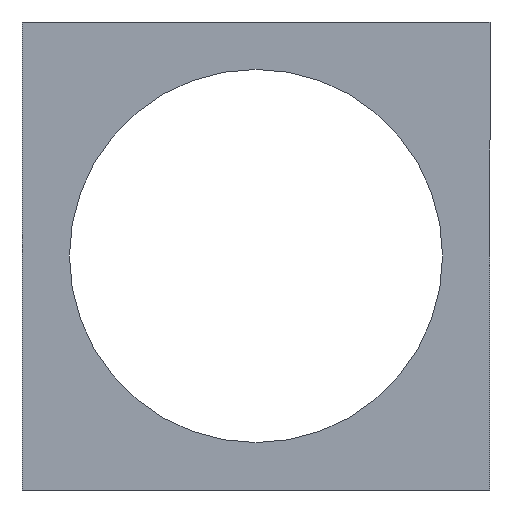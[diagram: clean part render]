
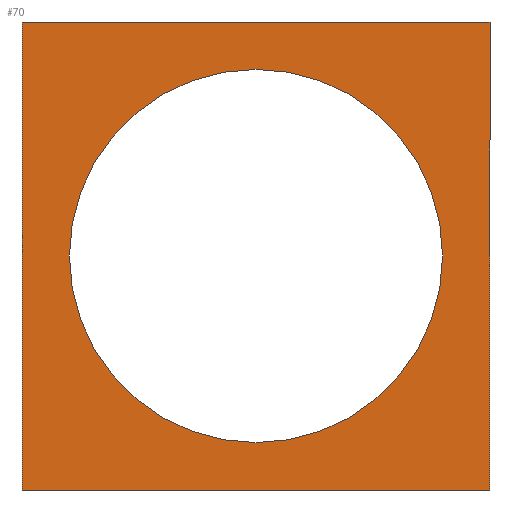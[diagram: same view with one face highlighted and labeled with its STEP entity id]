
A CAD part, front view. The second image highlights one B-rep face of the part: STEP entity #70.
In plain terms, the highlighted planar face has unit normal (0, -1, 0).
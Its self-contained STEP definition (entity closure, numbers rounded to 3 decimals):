
#3 = LINE ( 'NONE', #25, #130 ) ;
#5 = CARTESIAN_POINT ( 'NONE',  ( 0., -6., 152.5 ) ) ;
#8 = DIRECTION ( 'NONE',  ( 0., 0., 1. ) ) ;
#10 = AXIS2_PLACEMENT_3D ( 'NONE', #182, #163, #319 ) ;
#25 = CARTESIAN_POINT ( 'NONE',  ( -191.25, -6., -191.25 ) ) ;
#40 = LINE ( 'NONE', #322, #254 ) ;
#47 = FACE_OUTER_BOUND ( 'NONE', #354, .T. ) ;
#51 = EDGE_CURVE ( 'NONE', #153, #65, #204, .T. ) ;
#53 = CARTESIAN_POINT ( 'NONE',  ( 191.25, -6., 191.25 ) ) ;
#65 = VERTEX_POINT ( 'NONE', #5 ) ;
#70 = ADVANCED_FACE ( 'NONE', ( #340, #47 ), #271, .F. ) ;
#75 = CARTESIAN_POINT ( 'NONE',  ( -191.25, -6., 191.25 ) ) ;
#76 = AXIS2_PLACEMENT_3D ( 'NONE', #197, #356, #339 ) ;
#94 = VERTEX_POINT ( 'NONE', #53 ) ;
#99 = ORIENTED_EDGE ( 'NONE', *, *, #142, .T. ) ;
#116 = EDGE_CURVE ( 'NONE', #282, #94, #195, .T. ) ;
#124 = EDGE_CURVE ( 'NONE', #94, #216, #40, .T. ) ;
#130 = VECTOR ( 'NONE', #194, 1000. ) ;
#142 = EDGE_CURVE ( 'NONE', #65, #153, #323, .T. ) ;
#146 = CARTESIAN_POINT ( 'NONE',  ( -191.25, -6., -191.25 ) ) ;
#153 = VERTEX_POINT ( 'NONE', #162 ) ;
#162 = CARTESIAN_POINT ( 'NONE',  ( 0., -6., -152.5 ) ) ;
#163 = DIRECTION ( 'NONE',  ( 0., 1., 0. ) ) ;
#182 = CARTESIAN_POINT ( 'NONE',  ( 0., -6., 0. ) ) ;
#186 = CARTESIAN_POINT ( 'NONE',  ( 191.25, -6., -191.25 ) ) ;
#194 = DIRECTION ( 'NONE',  ( -1., 0., 0. ) ) ;
#195 = LINE ( 'NONE', #75, #259 ) ;
#197 = CARTESIAN_POINT ( 'NONE',  ( 0., -6., 0. ) ) ;
#199 = DIRECTION ( 'NONE',  ( 0., 1., 0. ) ) ;
#204 = CIRCLE ( 'NONE', #10, 152.5 ) ;
#206 = VECTOR ( 'NONE', #332, 1000. ) ;
#216 = VERTEX_POINT ( 'NONE', #186 ) ;
#220 = ORIENTED_EDGE ( 'NONE', *, *, #124, .F. ) ;
#237 = ORIENTED_EDGE ( 'NONE', *, *, #51, .T. ) ;
#254 = VECTOR ( 'NONE', #273, 1000. ) ;
#259 = VECTOR ( 'NONE', #346, 1000. ) ;
#264 = VERTEX_POINT ( 'NONE', #280 ) ;
#265 = AXIS2_PLACEMENT_3D ( 'NONE', #302, #199, #8 ) ;
#271 = PLANE ( 'NONE',  #265 ) ;
#273 = DIRECTION ( 'NONE',  ( 0., 0., -1. ) ) ;
#275 = CARTESIAN_POINT ( 'NONE',  ( -191.25, -6., 191.25 ) ) ;
#276 = LINE ( 'NONE', #146, #206 ) ;
#280 = CARTESIAN_POINT ( 'NONE',  ( -191.25, -6., -191.25 ) ) ;
#282 = VERTEX_POINT ( 'NONE', #275 ) ;
#291 = ORIENTED_EDGE ( 'NONE', *, *, #308, .F. ) ;
#299 = ORIENTED_EDGE ( 'NONE', *, *, #116, .F. ) ;
#302 = CARTESIAN_POINT ( 'NONE',  ( -191.25, -6., 191.25 ) ) ;
#308 = EDGE_CURVE ( 'NONE', #264, #282, #276, .T. ) ;
#318 = ORIENTED_EDGE ( 'NONE', *, *, #329, .F. ) ;
#319 = DIRECTION ( 'NONE',  ( 0., 0., 1. ) ) ;
#322 = CARTESIAN_POINT ( 'NONE',  ( 191.25, -6., -191.25 ) ) ;
#323 = CIRCLE ( 'NONE', #76, 152.5 ) ;
#324 = EDGE_LOOP ( 'NONE', ( #99, #237 ) ) ;
#329 = EDGE_CURVE ( 'NONE', #216, #264, #3, .T. ) ;
#332 = DIRECTION ( 'NONE',  ( 0., 0., 1. ) ) ;
#339 = DIRECTION ( 'NONE',  ( 0., 0., 1. ) ) ;
#340 = FACE_BOUND ( 'NONE', #324, .T. ) ;
#346 = DIRECTION ( 'NONE',  ( 1., 0., 0. ) ) ;
#354 = EDGE_LOOP ( 'NONE', ( #291, #318, #220, #299 ) ) ;
#356 = DIRECTION ( 'NONE',  ( 0., 1., 0. ) ) ;
